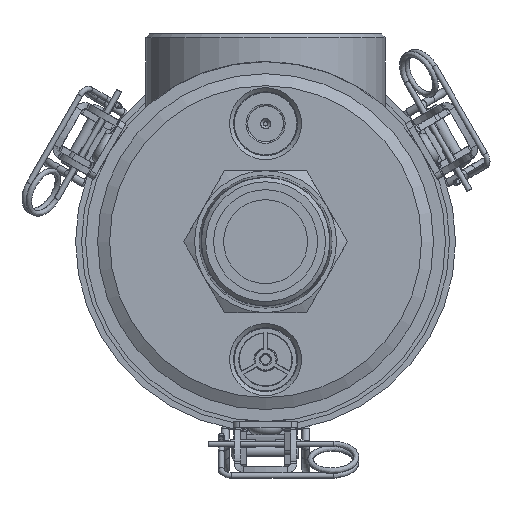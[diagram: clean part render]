
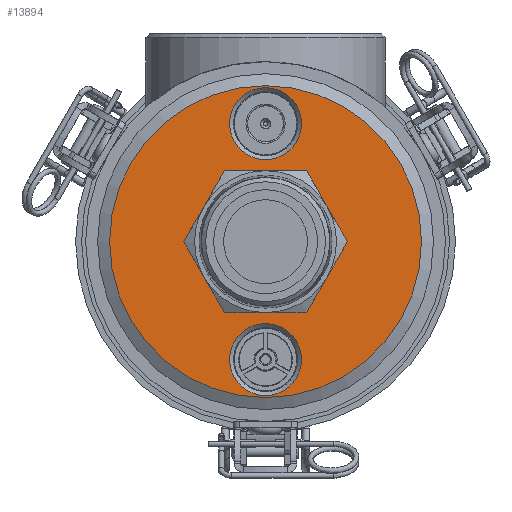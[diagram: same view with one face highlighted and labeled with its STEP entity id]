
A CAD part, front view. The second image highlights one B-rep face of the part: STEP entity #13894.
In plain terms, the highlighted planar face has unit normal (0, -1, 0).
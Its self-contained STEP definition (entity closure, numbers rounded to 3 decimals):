
#177 = DIRECTION ( 'NONE',  ( 1., 0., 0. ) ) ;
#1093 = AXIS2_PLACEMENT_3D ( 'NONE', #7004, #33614, #18498 ) ;
#1385 = DIRECTION ( 'NONE',  ( 1., 0., 0. ) ) ;
#3132 = CARTESIAN_POINT ( 'NONE',  ( 0., 0., -29.5 ) ) ;
#4137 = FACE_BOUND ( 'NONE', #36628, .T. ) ;
#4416 = DIRECTION ( 'NONE',  ( 1., 0., 0. ) ) ;
#5254 = CIRCLE ( 'NONE', #10918, 12.059 ) ;
#7004 = CARTESIAN_POINT ( 'NONE',  ( 0., 0., 0. ) ) ;
#7674 = FACE_BOUND ( 'NONE', #25898, .T. ) ;
#9372 = EDGE_CURVE ( 'NONE', #38218, #38218, #5254, .T. ) ;
#9626 = EDGE_LOOP ( 'NONE', ( #23158 ) ) ;
#10286 = ORIENTED_EDGE ( 'NONE', *, *, #14885, .T. ) ;
#10918 = AXIS2_PLACEMENT_3D ( 'NONE', #31959, #13238, #1385 ) ;
#11931 = CIRCLE ( 'NONE', #17665, 9. ) ;
#13238 = DIRECTION ( 'NONE',  ( 0., 1., 0. ) ) ;
#13599 = AXIS2_PLACEMENT_3D ( 'NONE', #17802, #38727, #38331 ) ;
#13894 = ADVANCED_FACE ( 'NONE', ( #19036, #34352, #7674, #4137 ), #25186, .F. ) ;
#14110 = ORIENTED_EDGE ( 'NONE', *, *, #9372, .T. ) ;
#14885 = EDGE_CURVE ( 'NONE', #31345, #31345, #16876, .T. ) ;
#16876 = CIRCLE ( 'NONE', #1093, 39. ) ;
#16893 = CARTESIAN_POINT ( 'NONE',  ( 12.059, 0., 0. ) ) ;
#17127 = EDGE_CURVE ( 'NONE', #25371, #25371, #11931, .T. ) ;
#17665 = AXIS2_PLACEMENT_3D ( 'NONE', #3132, #36671, #177 ) ;
#17802 = CARTESIAN_POINT ( 'NONE',  ( 0., 0., 0. ) ) ;
#18498 = DIRECTION ( 'NONE',  ( 1., 0., 0. ) ) ;
#19036 = FACE_OUTER_BOUND ( 'NONE', #27517, .T. ) ;
#19307 = DIRECTION ( 'NONE',  ( 0., 1., 0. ) ) ;
#20659 = ORIENTED_EDGE ( 'NONE', *, *, #29103, .T. ) ;
#20860 = AXIS2_PLACEMENT_3D ( 'NONE', #31637, #19307, #4416 ) ;
#23158 = ORIENTED_EDGE ( 'NONE', *, *, #17127, .T. ) ;
#24653 = CIRCLE ( 'NONE', #20860, 9. ) ;
#25186 = PLANE ( 'NONE',  #13599 ) ;
#25371 = VERTEX_POINT ( 'NONE', #28344 ) ;
#25898 = EDGE_LOOP ( 'NONE', ( #20659 ) ) ;
#27517 = EDGE_LOOP ( 'NONE', ( #10286 ) ) ;
#28344 = CARTESIAN_POINT ( 'NONE',  ( 9., 0., -29.5 ) ) ;
#29103 = EDGE_CURVE ( 'NONE', #37540, #37540, #24653, .T. ) ;
#31345 = VERTEX_POINT ( 'NONE', #36579 ) ;
#31637 = CARTESIAN_POINT ( 'NONE',  ( 0., 0., 29.5 ) ) ;
#31959 = CARTESIAN_POINT ( 'NONE',  ( 0., 0., 0. ) ) ;
#32159 = CARTESIAN_POINT ( 'NONE',  ( 9., 0., 29.5 ) ) ;
#33614 = DIRECTION ( 'NONE',  ( 0., -1., 0. ) ) ;
#34352 = FACE_BOUND ( 'NONE', #9626, .T. ) ;
#36579 = CARTESIAN_POINT ( 'NONE',  ( 39., 0., 0. ) ) ;
#36628 = EDGE_LOOP ( 'NONE', ( #14110 ) ) ;
#36671 = DIRECTION ( 'NONE',  ( 0., 1., 0. ) ) ;
#37540 = VERTEX_POINT ( 'NONE', #32159 ) ;
#38218 = VERTEX_POINT ( 'NONE', #16893 ) ;
#38331 = DIRECTION ( 'NONE',  ( 1., 0., 0. ) ) ;
#38727 = DIRECTION ( 'NONE',  ( 0., 1., 0. ) ) ;
